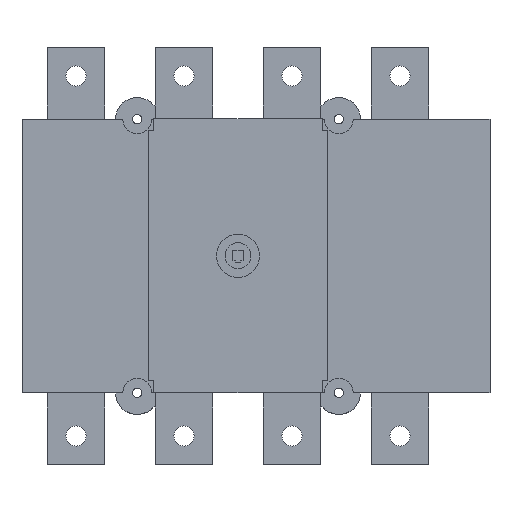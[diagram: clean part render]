
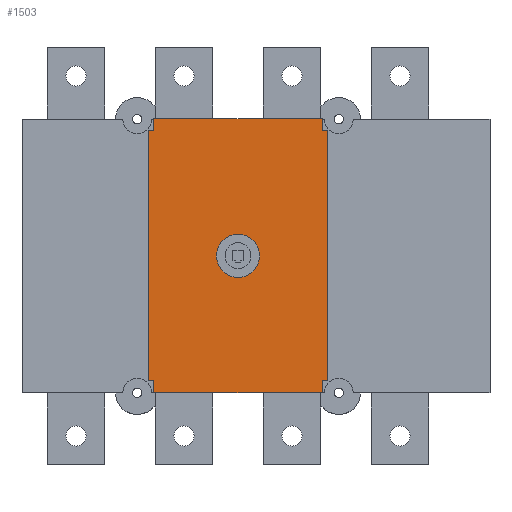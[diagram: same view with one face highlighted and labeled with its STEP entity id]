
A CAD part, top view. The second image highlights one B-rep face of the part: STEP entity #1503.
In plain terms, the highlighted planar face has unit normal (0, 0, 1).
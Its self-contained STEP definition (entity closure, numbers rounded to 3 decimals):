
#93=FACE_BOUND('',#347,.T.);
#191=FACE_OUTER_BOUND('',#346,.T.);
#346=EDGE_LOOP('',(#1261,#1262,#1263,#1264,#1265,#1266,#1267,#1268,#1269,
#1270,#1271,#1272));
#347=EDGE_LOOP('',(#1273));
#517=VERTEX_POINT('',#3538);
#518=VERTEX_POINT('',#3540);
#519=VERTEX_POINT('',#3544);
#520=VERTEX_POINT('',#3548);
#521=VERTEX_POINT('',#3552);
#522=VERTEX_POINT('',#3556);
#523=VERTEX_POINT('',#3560);
#524=VERTEX_POINT('',#3564);
#525=VERTEX_POINT('',#3568);
#526=VERTEX_POINT('',#3572);
#527=VERTEX_POINT('',#3576);
#528=VERTEX_POINT('',#3580);
#529=VERTEX_POINT('',#3586);
#758=EDGE_CURVE('',#517,#518,#1691,.T.);
#761=EDGE_CURVE('',#519,#517,#1694,.T.);
#763=EDGE_CURVE('',#520,#519,#1696,.T.);
#765=EDGE_CURVE('',#521,#520,#1698,.T.);
#767=EDGE_CURVE('',#522,#521,#1700,.T.);
#769=EDGE_CURVE('',#523,#522,#1702,.T.);
#771=EDGE_CURVE('',#524,#523,#1704,.T.);
#773=EDGE_CURVE('',#525,#524,#1706,.T.);
#775=EDGE_CURVE('',#526,#525,#1708,.T.);
#777=EDGE_CURVE('',#527,#526,#1710,.T.);
#779=EDGE_CURVE('',#528,#527,#1712,.T.);
#780=EDGE_CURVE('',#518,#528,#1713,.T.);
#781=EDGE_CURVE('',#529,#529,#2139,.T.);
#1261=ORIENTED_EDGE('',*,*,#767,.F.);
#1262=ORIENTED_EDGE('',*,*,#769,.F.);
#1263=ORIENTED_EDGE('',*,*,#771,.F.);
#1264=ORIENTED_EDGE('',*,*,#773,.F.);
#1265=ORIENTED_EDGE('',*,*,#775,.F.);
#1266=ORIENTED_EDGE('',*,*,#777,.F.);
#1267=ORIENTED_EDGE('',*,*,#779,.F.);
#1268=ORIENTED_EDGE('',*,*,#780,.F.);
#1269=ORIENTED_EDGE('',*,*,#758,.F.);
#1270=ORIENTED_EDGE('',*,*,#761,.F.);
#1271=ORIENTED_EDGE('',*,*,#763,.F.);
#1272=ORIENTED_EDGE('',*,*,#765,.F.);
#1273=ORIENTED_EDGE('',*,*,#781,.T.);
#1398=PLANE('',#2321);
#1503=ADVANCED_FACE('',(#191,#93),#1398,.T.);
#1691=LINE('',#3541,#1911);
#1694=LINE('',#3546,#1914);
#1696=LINE('',#3550,#1916);
#1698=LINE('',#3554,#1918);
#1700=LINE('',#3558,#1920);
#1702=LINE('',#3562,#1922);
#1704=LINE('',#3566,#1924);
#1706=LINE('',#3570,#1926);
#1708=LINE('',#3574,#1928);
#1710=LINE('',#3578,#1930);
#1712=LINE('',#3582,#1932);
#1713=LINE('',#3584,#1933);
#1911=VECTOR('',#2846,10.);
#1914=VECTOR('',#2851,10.);
#1916=VECTOR('',#2855,10.);
#1918=VECTOR('',#2859,10.);
#1920=VECTOR('',#2863,10.);
#1922=VECTOR('',#2867,10.);
#1924=VECTOR('',#2871,10.);
#1926=VECTOR('',#2875,10.);
#1928=VECTOR('',#2879,10.);
#1930=VECTOR('',#2883,10.);
#1932=VECTOR('',#2887,10.);
#1933=VECTOR('',#2890,10.);
#2139=CIRCLE('',#2322,15.);
#2321=AXIS2_PLACEMENT_3D('',#3585,#2891,#2892);
#2322=AXIS2_PLACEMENT_3D('',#3587,#2893,#2894);
#2846=DIRECTION('',(0.,-1.,0.));
#2851=DIRECTION('',(-1.,0.,0.));
#2855=DIRECTION('',(0.,-1.,0.));
#2859=DIRECTION('',(1.,0.,0.));
#2863=DIRECTION('',(0.,-1.,0.));
#2867=DIRECTION('',(1.,0.,0.));
#2871=DIRECTION('',(0.,1.,0.));
#2875=DIRECTION('',(1.,0.,0.));
#2879=DIRECTION('',(0.,1.,0.));
#2883=DIRECTION('',(-1.,0.,0.));
#2887=DIRECTION('',(0.,1.,0.));
#2890=DIRECTION('',(-1.,0.,0.));
#2891=DIRECTION('center_axis',(0.,0.,1.));
#2892=DIRECTION('ref_axis',(1.,0.,0.));
#2893=DIRECTION('center_axis',(0.,0.,-1.));
#2894=DIRECTION('ref_axis',(-1.,0.,0.));
#3538=CARTESIAN_POINT('',(208.5,-86.8,134.5));
#3540=CARTESIAN_POINT('',(208.5,-95.,134.5));
#3541=CARTESIAN_POINT('',(208.5,-86.8,134.5));
#3544=CARTESIAN_POINT('',(212.,-86.8,134.5));
#3546=CARTESIAN_POINT('',(212.,-86.8,134.5));
#3548=CARTESIAN_POINT('',(212.,86.8,134.5));
#3550=CARTESIAN_POINT('',(212.,86.8,134.5));
#3552=CARTESIAN_POINT('',(208.5,86.8,134.5));
#3554=CARTESIAN_POINT('',(208.5,86.8,134.5));
#3556=CARTESIAN_POINT('',(208.5,95.,134.5));
#3558=CARTESIAN_POINT('',(208.5,95.,134.5));
#3560=CARTESIAN_POINT('',(91.5,95.,134.5));
#3562=CARTESIAN_POINT('',(91.5,95.,134.5));
#3564=CARTESIAN_POINT('',(91.5,86.8,134.5));
#3566=CARTESIAN_POINT('',(91.5,86.8,134.5));
#3568=CARTESIAN_POINT('',(88.,86.8,134.5));
#3570=CARTESIAN_POINT('',(88.,86.8,134.5));
#3572=CARTESIAN_POINT('',(88.,-86.8,134.5));
#3574=CARTESIAN_POINT('',(88.,-86.8,134.5));
#3576=CARTESIAN_POINT('',(91.5,-86.8,134.5));
#3578=CARTESIAN_POINT('',(91.5,-86.8,134.5));
#3580=CARTESIAN_POINT('',(91.5,-95.,134.5));
#3582=CARTESIAN_POINT('',(91.5,-95.,134.5));
#3584=CARTESIAN_POINT('',(208.5,-95.,134.5));
#3585=CARTESIAN_POINT('Origin',(150.,0.,134.5));
#3586=CARTESIAN_POINT('',(165.,0.,134.5));
#3587=CARTESIAN_POINT('Origin',(150.,0.,134.5));
